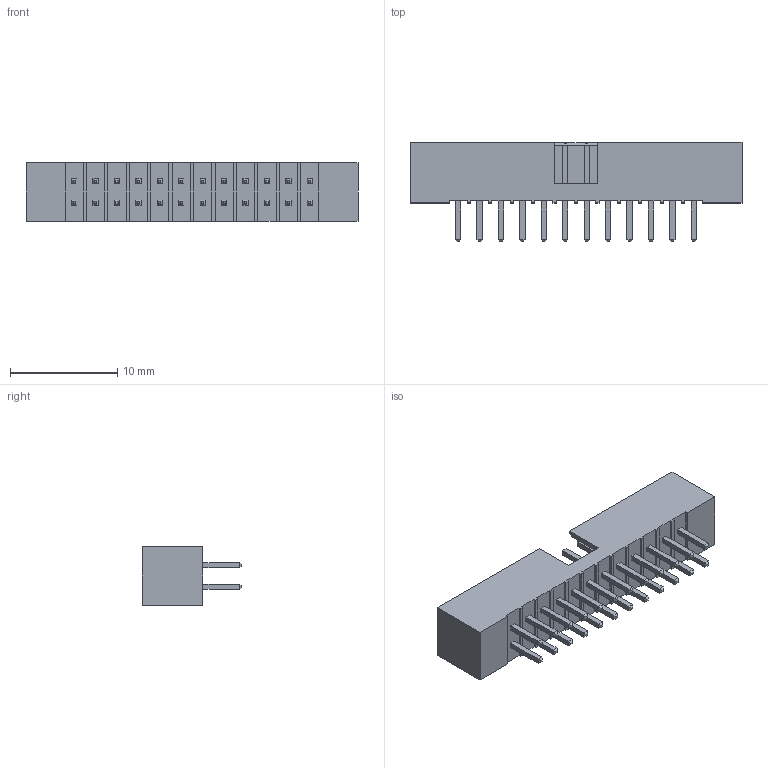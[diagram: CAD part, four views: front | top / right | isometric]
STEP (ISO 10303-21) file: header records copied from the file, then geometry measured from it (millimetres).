
FILE_DESCRIPTION (( 'STEP AP214' ), '1' );
FILE_NAME ('IDC2-24MS (BH2-24).STEP', '2020-11-02T09:22:33', ( 'Elessar' ), ( '' ), 'SwSTEP 2.0', 'SolidWorks 2018', '' );
FILE_SCHEMA (( 'AUTOMOTIVE_DESIGN' ));
Length unit declared in the file: millimetre
Products named in the file (1): IDC2-24MS (BH2-24)
Bounding box: 31 x 9.25 x 5.45 mm (x, y, z)
Volume: 452.9 mm3; surface area: 1347.5 mm2
Topology: 1 solids, 1 shells, 499 faces, 1151 edges, 702 vertices
Faces by surface type: plane 499
Entity records: 18343 total; most frequent: CARTESIAN_POINT 2353, ORIENTED_EDGE 2302, DIRECTION 2151, EDGE_CURVE 1151, VECTOR 1151, LINE 1151, VERTEX_POINT 702, EDGE_LOOP 547
